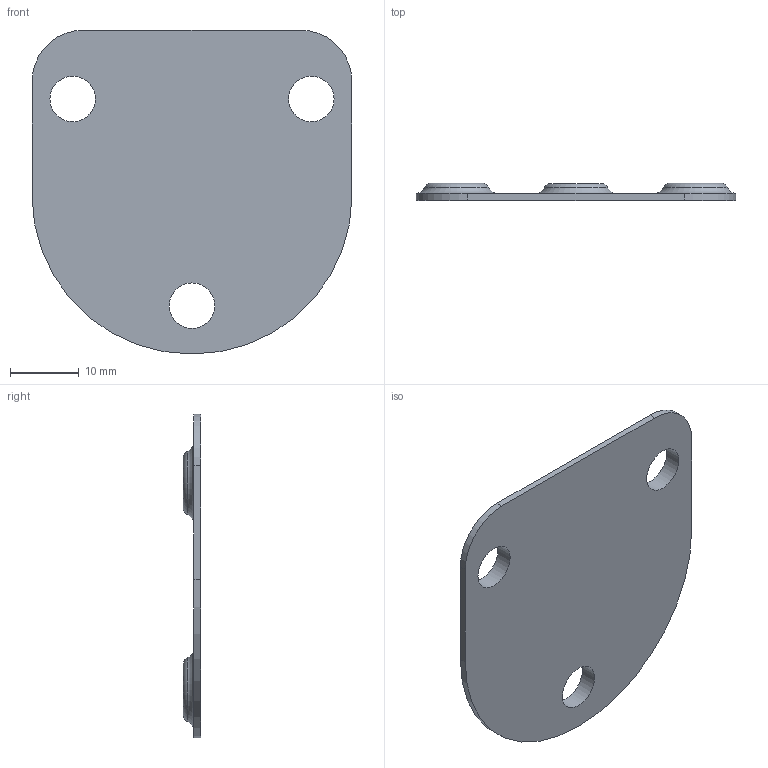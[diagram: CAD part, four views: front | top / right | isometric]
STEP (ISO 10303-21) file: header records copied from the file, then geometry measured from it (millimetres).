
FILE_DESCRIPTION(/* description */ (''),/* implementation_level */ '2;1');
FILE_NAME(/* name */ 'diodeplate.step',/* time_stamp */ '2020-10-16T09:57:27+02:00',/* author */ (''),/* organization */ (''),/* preprocessor_version */ 'ST-DEVELOPER v18.1',/* originating_system */ 'Autodesk Translation Framework v9.3.0.1241',/* authorisation */ '');
FILE_SCHEMA (('AUTOMOTIVE_DESIGN { 1 0 10303 214 3 1 1 }'));
Length unit declared in the file: millimetre
Products named in the file (1): diodeplate
Bounding box: 46.44 x 2.5 x 47 mm (x, y, z)
Volume: 1996.6 mm3; surface area: 4027.5 mm2
Topology: 1 solids, 1 shells, 22 faces, 54 edges, 35 vertices
Faces by surface type: plane 9, cylinder 7, torus 6
Full cylindrical faces by diameter (mm): 6.6 x3
Entity records: 731 total; most frequent: CARTESIAN_POINT 130, DIRECTION 129, ORIENTED_EDGE 108, EDGE_CURVE 54, AXIS2_PLACEMENT_3D 54, VERTEX_POINT 35, CIRCLE 31, EDGE_LOOP 29
